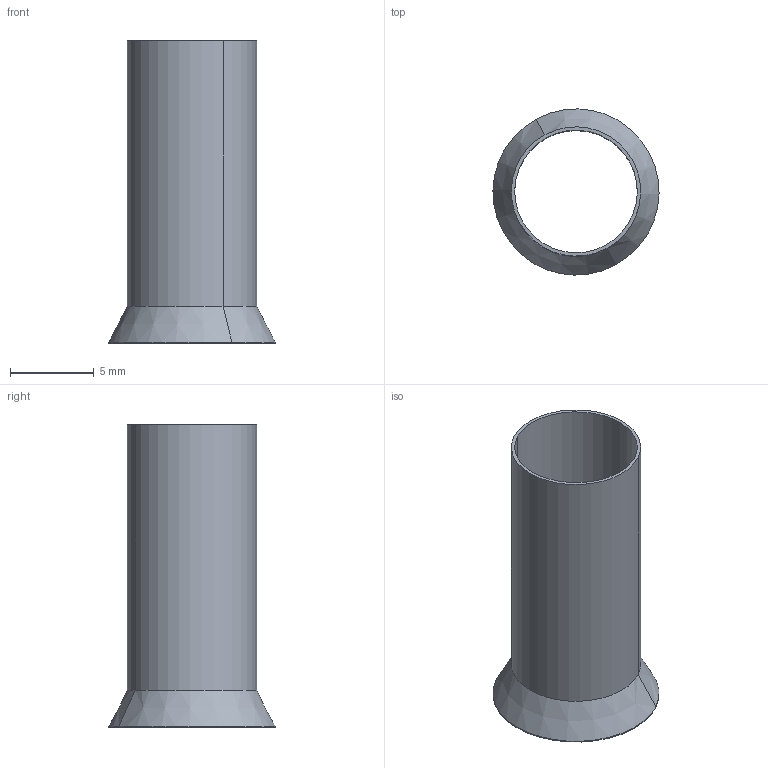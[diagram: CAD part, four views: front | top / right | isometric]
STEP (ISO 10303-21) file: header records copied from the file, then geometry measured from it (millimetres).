
FILE_DESCRIPTION(('CATIA V5R20 STEP214','CAx-IF Rec.Pracs.--- Model Styling and Organization---1.2---2011-12-15'),'2;1');
FILE_NAME ('D1445917_0_0375300000_0375300000.stp','2018-01-23T14:08:10+00:00',('none'),('Weidmueller'),'CATIA Version 5-6 Release 2014 SP4 HF52','CATIA V5 STEP AP214','none');
FILE_SCHEMA(('AUTOMOTIVE_DESIGN { 1 0 10303 214 1 1 1 1 }'));
Length unit declared in the file: millimetre
Products named in the file (1): 375300000_H25,0-18
Bounding box: 9.9 x 9.9 x 18 mm (x, y, z)
Volume: 87.8 mm3; surface area: 888.7 mm2
Topology: 1 solids, 1 shells, 14 faces, 28 edges, 16 vertices
Faces by surface type: cylinder 8, cone 4, plane 2
Entity records: 365 total; most frequent: ORIENTED_EDGE 56, CARTESIAN_POINT 53, DIRECTION 44, EDGE_CURVE 28, AXIS2_PLACEMENT_3D 25, CIRCLE 16, EDGE_LOOP 16, VERTEX_POINT 16
